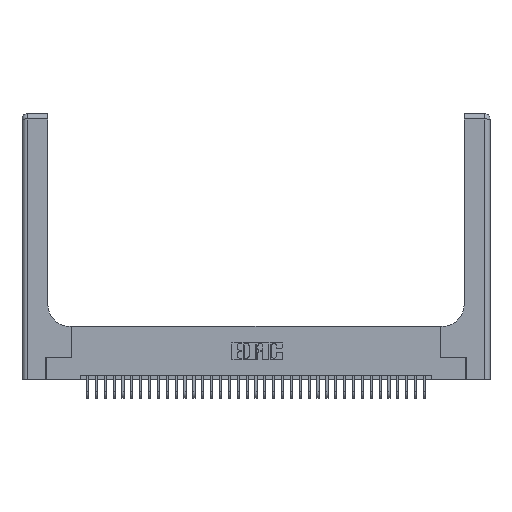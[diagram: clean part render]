
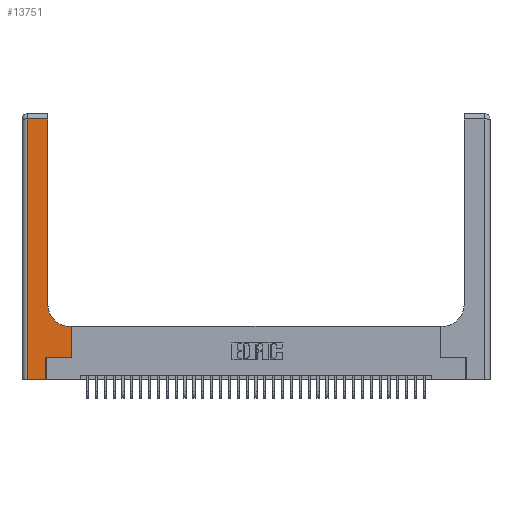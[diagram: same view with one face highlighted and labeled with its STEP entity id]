
A CAD part, top view. The second image highlights one B-rep face of the part: STEP entity #13751.
In plain terms, the highlighted planar face has unit normal (0, 0, 1).
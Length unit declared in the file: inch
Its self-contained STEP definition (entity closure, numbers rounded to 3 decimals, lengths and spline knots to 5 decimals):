
#34 = CARTESIAN_POINT ( 'NONE',  ( 0.269, 0.25, 0.37 ) ) ;
#387 = ORIENTED_EDGE ( 'NONE', *, *, #15299, .T. ) ;
#458 = VERTEX_POINT ( 'NONE', #13203 ) ;
#908 = LINE ( 'NONE', #12820, #7776 ) ;
#1053 = VECTOR ( 'NONE', #5816, 39.37008 ) ;
#2049 = CARTESIAN_POINT ( 'NONE',  ( 0.269, 0., 0.37 ) ) ;
#2554 = DIRECTION ( 'NONE',  ( 0., 0., -1. ) ) ;
#3167 = VECTOR ( 'NONE', #7847, 39.37008 ) ;
#3776 = VECTOR ( 'NONE', #21350, 39.37008 ) ;
#4089 = CARTESIAN_POINT ( 'NONE',  ( 0.5415, 0.85, 0.37 ) ) ;
#5790 = CARTESIAN_POINT ( 'NONE',  ( 0., 0., 0.37 ) ) ;
#5809 = LINE ( 'NONE', #16965, #12737 ) ;
#5816 = DIRECTION ( 'NONE',  ( 0., 1., 0. ) ) ;
#5896 = VERTEX_POINT ( 'NONE', #14210 ) ;
#6005 = VERTEX_POINT ( 'NONE', #34 ) ;
#6104 = ORIENTED_EDGE ( 'NONE', *, *, #36465, .T. ) ;
#6205 = ORIENTED_EDGE ( 'NONE', *, *, #23271, .T. ) ;
#6352 = ORIENTED_EDGE ( 'NONE', *, *, #27743, .T. ) ;
#6450 = ORIENTED_EDGE ( 'NONE', *, *, #20493, .T. ) ;
#6873 = EDGE_LOOP ( 'NONE', ( #6205, #6450, #9918, #18049, #25521, #27618, #6352, #6104, #387 ) ) ;
#7016 = DIRECTION ( 'NONE',  ( 1., 0., 0. ) ) ;
#7221 = VERTEX_POINT ( 'NONE', #23566 ) ;
#7776 = VECTOR ( 'NONE', #21641, 39.37008 ) ;
#7847 = DIRECTION ( 'NONE',  ( 1., 0., 0. ) ) ;
#7937 = CARTESIAN_POINT ( 'NONE',  ( 0., 2.94, 0.37 ) ) ;
#8273 = PLANE ( 'NONE',  #20570 ) ;
#8743 = DIRECTION ( 'NONE',  ( 1., 0., 0. ) ) ;
#9677 = CARTESIAN_POINT ( 'NONE',  ( 0.2915, 0.6, 0.37 ) ) ;
#9918 = ORIENTED_EDGE ( 'NONE', *, *, #25113, .T. ) ;
#10686 = LINE ( 'NONE', #9677, #3776 ) ;
#10997 = LINE ( 'NONE', #36829, #3167 ) ;
#11386 = VERTEX_POINT ( 'NONE', #2049 ) ;
#12393 = VERTEX_POINT ( 'NONE', #19040 ) ;
#12737 = VECTOR ( 'NONE', #31519, 39.37008 ) ;
#12820 = CARTESIAN_POINT ( 'NONE',  ( 0.06, 3., 0.37 ) ) ;
#13060 = LINE ( 'NONE', #7937, #19945 ) ;
#13203 = CARTESIAN_POINT ( 'NONE',  ( 0.06, 0., 0.37 ) ) ;
#13730 = CARTESIAN_POINT ( 'NONE',  ( 0.5585, 0.6, 0.37 ) ) ;
#13751 = ADVANCED_FACE ( 'NONE', ( #17982 ), #8273, .F. ) ;
#13761 = VERTEX_POINT ( 'NONE', #14353 ) ;
#14155 = CARTESIAN_POINT ( 'NONE',  ( 0.269, 0., 0.37 ) ) ;
#14210 = CARTESIAN_POINT ( 'NONE',  ( 0.2915, 0.85, 0.37 ) ) ;
#14353 = CARTESIAN_POINT ( 'NONE',  ( 0.5585, 0.25, 0.37 ) ) ;
#15299 = EDGE_CURVE ( 'NONE', #7221, #5896, #27930, .T. ) ;
#16648 = EDGE_CURVE ( 'NONE', #6005, #13761, #10997, .T. ) ;
#16682 = LINE ( 'NONE', #35073, #1053 ) ;
#16849 = EDGE_CURVE ( 'NONE', #458, #11386, #34695, .T. ) ;
#16965 = CARTESIAN_POINT ( 'NONE',  ( 0.5585, 0.25, 0.37 ) ) ;
#17305 = EDGE_CURVE ( 'NONE', #11386, #6005, #27866, .T. ) ;
#17982 = FACE_OUTER_BOUND ( 'NONE', #6873, .T. ) ;
#18049 = ORIENTED_EDGE ( 'NONE', *, *, #16849, .T. ) ;
#19040 = CARTESIAN_POINT ( 'NONE',  ( 0.06, 2.94, 0.37 ) ) ;
#19945 = VECTOR ( 'NONE', #34136, 39.37008 ) ;
#20128 = VECTOR ( 'NONE', #31632, 39.37008 ) ;
#20133 = CARTESIAN_POINT ( 'NONE',  ( 0., 3., 0.37 ) ) ;
#20493 = EDGE_CURVE ( 'NONE', #35966, #12393, #13060, .T. ) ;
#20570 = AXIS2_PLACEMENT_3D ( 'NONE', #20133, #2554, #23052 ) ;
#21350 = DIRECTION ( 'NONE',  ( -1., 0., 0. ) ) ;
#21641 = DIRECTION ( 'NONE',  ( 0., -1., 0. ) ) ;
#23052 = DIRECTION ( 'NONE',  ( -1., 0., 0. ) ) ;
#23271 = EDGE_CURVE ( 'NONE', #5896, #35966, #16682, .T. ) ;
#23566 = CARTESIAN_POINT ( 'NONE',  ( 0.5415, 0.6, 0.37 ) ) ;
#24560 = CARTESIAN_POINT ( 'NONE',  ( 0.2915, 2.94, 0.37 ) ) ;
#24604 = DIRECTION ( 'NONE',  ( 0., 0., -1. ) ) ;
#25113 = EDGE_CURVE ( 'NONE', #12393, #458, #908, .T. ) ;
#25521 = ORIENTED_EDGE ( 'NONE', *, *, #17305, .T. ) ;
#26977 = VECTOR ( 'NONE', #8743, 39.37008 ) ;
#27618 = ORIENTED_EDGE ( 'NONE', *, *, #16648, .T. ) ;
#27743 = EDGE_CURVE ( 'NONE', #13761, #29738, #5809, .T. ) ;
#27866 = LINE ( 'NONE', #14155, #20128 ) ;
#27930 = CIRCLE ( 'NONE', #37662, 0.25 ) ;
#29738 = VERTEX_POINT ( 'NONE', #13730 ) ;
#31519 = DIRECTION ( 'NONE',  ( 0., 1., 0. ) ) ;
#31632 = DIRECTION ( 'NONE',  ( 0., 1., 0. ) ) ;
#34136 = DIRECTION ( 'NONE',  ( -1., 0., 0. ) ) ;
#34695 = LINE ( 'NONE', #5790, #26977 ) ;
#35073 = CARTESIAN_POINT ( 'NONE',  ( 0.2915, 3., 0.37 ) ) ;
#35966 = VERTEX_POINT ( 'NONE', #24560 ) ;
#36465 = EDGE_CURVE ( 'NONE', #29738, #7221, #10686, .T. ) ;
#36829 = CARTESIAN_POINT ( 'NONE',  ( 0.269, 0.25, 0.37 ) ) ;
#37662 = AXIS2_PLACEMENT_3D ( 'NONE', #4089, #24604, #7016 ) ;
